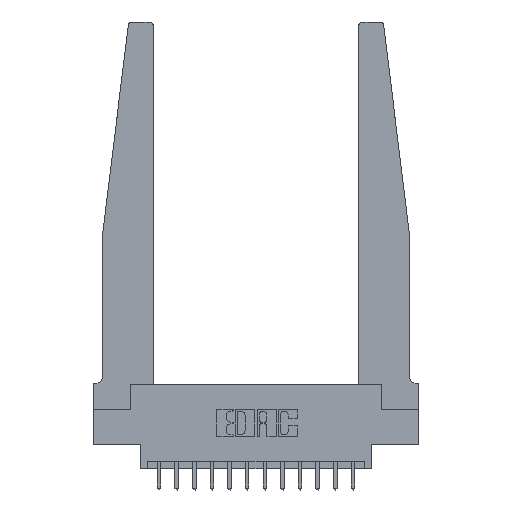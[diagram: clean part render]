
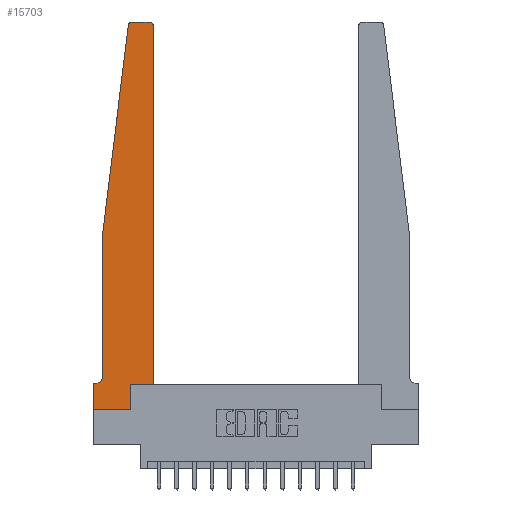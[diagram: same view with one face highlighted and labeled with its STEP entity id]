
A CAD part, top view. The second image highlights one B-rep face of the part: STEP entity #15703.
In plain terms, the highlighted planar face has unit normal (0, 0, 1).
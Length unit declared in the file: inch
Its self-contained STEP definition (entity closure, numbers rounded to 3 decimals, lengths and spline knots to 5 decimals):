
#205 = EDGE_CURVE ( 'NONE', #11161, #7865, #7027, .T. ) ;
#367 = VECTOR ( 'NONE', #12553, 39.37008 ) ;
#481 = EDGE_CURVE ( 'NONE', #12063, #14538, #11849, .T. ) ;
#854 = CARTESIAN_POINT ( 'NONE',  ( 0.065, 1.25, 0.37 ) ) ;
#951 = EDGE_CURVE ( 'NONE', #5205, #3507, #13036, .T. ) ;
#1248 = EDGE_CURVE ( 'NONE', #14538, #1317, #4099, .T. ) ;
#1317 = VERTEX_POINT ( 'NONE', #10742 ) ;
#1383 = DIRECTION ( 'NONE',  ( 1., 0., 0. ) ) ;
#1694 = CARTESIAN_POINT ( 'NONE',  ( 0.27653, 2.72, 0.37 ) ) ;
#1773 = LINE ( 'NONE', #12474, #367 ) ;
#2051 = EDGE_CURVE ( 'NONE', #7865, #5819, #11648, .T. ) ;
#2125 = CARTESIAN_POINT ( 'NONE',  ( 0.2605, 0.18, 0.37 ) ) ;
#2260 = PLANE ( 'NONE',  #14774 ) ;
#2471 = VERTEX_POINT ( 'NONE', #5222 ) ;
#2473 = EDGE_LOOP ( 'NONE', ( #10745, #3405, #3784, #4930, #2769, #6123, #7035, #11266, #14010, #15855, #5975, #8251 ) ) ;
#2570 = VECTOR ( 'NONE', #1383, 39.37008 ) ;
#2769 = ORIENTED_EDGE ( 'NONE', *, *, #205, .T. ) ;
#2988 = CARTESIAN_POINT ( 'NONE',  ( 0.015, 0.2375, 0.37 ) ) ;
#3405 = ORIENTED_EDGE ( 'NONE', *, *, #4069, .T. ) ;
#3507 = VERTEX_POINT ( 'NONE', #10263 ) ;
#3611 = EDGE_CURVE ( 'NONE', #1317, #2471, #10788, .T. ) ;
#3784 = ORIENTED_EDGE ( 'NONE', *, *, #6595, .T. ) ;
#4069 = EDGE_CURVE ( 'NONE', #2471, #10844, #4236, .T. ) ;
#4099 = CIRCLE ( 'NONE', #7123, 0.03 ) ;
#4102 = CARTESIAN_POINT ( 'NONE',  ( 0.24675, 2.72367, 0.37 ) ) ;
#4236 = CIRCLE ( 'NONE', #14779, 0.03 ) ;
#4491 = DIRECTION ( 'NONE',  ( 1., 0., 0. ) ) ;
#4543 = CARTESIAN_POINT ( 'NONE',  ( 0., 0., 0.37 ) ) ;
#4612 = EDGE_CURVE ( 'NONE', #15569, #12063, #9250, .T. ) ;
#4930 = ORIENTED_EDGE ( 'NONE', *, *, #16708, .T. ) ;
#5053 = DIRECTION ( 'NONE',  ( -1., 0., 0. ) ) ;
#5106 = CARTESIAN_POINT ( 'NONE',  ( 0.015, 0.1875, 0.37 ) ) ;
#5205 = VERTEX_POINT ( 'NONE', #8599 ) ;
#5222 = CARTESIAN_POINT ( 'NONE',  ( 0.27653, 2.75, 0.37 ) ) ;
#5819 = VERTEX_POINT ( 'NONE', #7269 ) ;
#5861 = DIRECTION ( 'NONE',  ( 0., -1., 0. ) ) ;
#5975 = ORIENTED_EDGE ( 'NONE', *, *, #481, .T. ) ;
#6123 = ORIENTED_EDGE ( 'NONE', *, *, #2051, .T. ) ;
#6595 = EDGE_CURVE ( 'NONE', #10844, #7836, #1773, .T. ) ;
#6772 = VECTOR ( 'NONE', #14521, 39.37008 ) ;
#6982 = VECTOR ( 'NONE', #5053, 39.37008 ) ;
#7018 = VECTOR ( 'NONE', #9656, 39.37008 ) ;
#7027 = CIRCLE ( 'NONE', #9264, 0.05 ) ;
#7035 = ORIENTED_EDGE ( 'NONE', *, *, #15466, .T. ) ;
#7123 = AXIS2_PLACEMENT_3D ( 'NONE', #14310, #11691, #14394 ) ;
#7269 = CARTESIAN_POINT ( 'NONE',  ( 0., 0.1875, 0.37 ) ) ;
#7331 = CARTESIAN_POINT ( 'NONE',  ( 0.2605, 0.18, 0.37 ) ) ;
#7335 = DIRECTION ( 'NONE',  ( 0., -1., 0. ) ) ;
#7544 = CARTESIAN_POINT ( 'NONE',  ( 0.065, 1.25, 0.37 ) ) ;
#7643 = DIRECTION ( 'NONE',  ( 0., 1., 0. ) ) ;
#7688 = DIRECTION ( 'NONE',  ( 0., 0., 1. ) ) ;
#7836 = VERTEX_POINT ( 'NONE', #7544 ) ;
#7865 = VERTEX_POINT ( 'NONE', #5106 ) ;
#8165 = VECTOR ( 'NONE', #7335, 39.37008 ) ;
#8251 = ORIENTED_EDGE ( 'NONE', *, *, #1248, .T. ) ;
#8599 = CARTESIAN_POINT ( 'NONE',  ( 0., 0., 0.37 ) ) ;
#8906 = FACE_OUTER_BOUND ( 'NONE', #2473, .T. ) ;
#9079 = CARTESIAN_POINT ( 'NONE',  ( 0., 0.1875, 0.37 ) ) ;
#9245 = CARTESIAN_POINT ( 'NONE',  ( 0.425, 2.72, 0.37 ) ) ;
#9250 = LINE ( 'NONE', #12010, #6772 ) ;
#9264 = AXIS2_PLACEMENT_3D ( 'NONE', #2988, #11141, #9763 ) ;
#9656 = DIRECTION ( 'NONE',  ( -1., 0., 0. ) ) ;
#9763 = DIRECTION ( 'NONE',  ( -1., 0., 0. ) ) ;
#10263 = CARTESIAN_POINT ( 'NONE',  ( 0.2605, 0., 0.37 ) ) ;
#10742 = CARTESIAN_POINT ( 'NONE',  ( 0.395, 2.75, 0.37 ) ) ;
#10745 = ORIENTED_EDGE ( 'NONE', *, *, #3611, .T. ) ;
#10786 = CARTESIAN_POINT ( 'NONE',  ( 0.425, 0.18, 0.37 ) ) ;
#10788 = LINE ( 'NONE', #13559, #7018 ) ;
#10844 = VERTEX_POINT ( 'NONE', #4102 ) ;
#11141 = DIRECTION ( 'NONE',  ( 0., 0., -1. ) ) ;
#11161 = VERTEX_POINT ( 'NONE', #16929 ) ;
#11266 = ORIENTED_EDGE ( 'NONE', *, *, #951, .T. ) ;
#11645 = VECTOR ( 'NONE', #13400, 39.37008 ) ;
#11648 = LINE ( 'NONE', #16949, #6982 ) ;
#11691 = DIRECTION ( 'NONE',  ( 0., 0., 1. ) ) ;
#11849 = LINE ( 'NONE', #13144, #11645 ) ;
#12010 = CARTESIAN_POINT ( 'NONE',  ( 0.425, 0.18, 0.37 ) ) ;
#12063 = VERTEX_POINT ( 'NONE', #10786 ) ;
#12474 = CARTESIAN_POINT ( 'NONE',  ( 0.065, 1.25, 0.37 ) ) ;
#12553 = DIRECTION ( 'NONE',  ( -0.122, -0.992, 0. ) ) ;
#12756 = EDGE_CURVE ( 'NONE', #3507, #15569, #17001, .T. ) ;
#12789 = LINE ( 'NONE', #854, #8165 ) ;
#13036 = LINE ( 'NONE', #17212, #2570 ) ;
#13144 = CARTESIAN_POINT ( 'NONE',  ( 0.425, 0.18, 0.37 ) ) ;
#13400 = DIRECTION ( 'NONE',  ( 0., 1., 0. ) ) ;
#13559 = CARTESIAN_POINT ( 'NONE',  ( 0.25, 2.75, 0.37 ) ) ;
#14010 = ORIENTED_EDGE ( 'NONE', *, *, #12756, .T. ) ;
#14310 = CARTESIAN_POINT ( 'NONE',  ( 0.395, 2.72, 0.37 ) ) ;
#14394 = DIRECTION ( 'NONE',  ( 1., 0., 0. ) ) ;
#14521 = DIRECTION ( 'NONE',  ( 1., 0., 0. ) ) ;
#14538 = VERTEX_POINT ( 'NONE', #9245 ) ;
#14774 = AXIS2_PLACEMENT_3D ( 'NONE', #9079, #7688, #16874 ) ;
#14779 = AXIS2_PLACEMENT_3D ( 'NONE', #1694, #17200, #4491 ) ;
#15466 = EDGE_CURVE ( 'NONE', #5819, #5205, #16610, .T. ) ;
#15509 = VECTOR ( 'NONE', #5861, 39.37008 ) ;
#15569 = VERTEX_POINT ( 'NONE', #7331 ) ;
#15703 = ADVANCED_FACE ( 'NONE', ( #8906 ), #2260, .T. ) ;
#15855 = ORIENTED_EDGE ( 'NONE', *, *, #4612, .T. ) ;
#16061 = VECTOR ( 'NONE', #7643, 39.37008 ) ;
#16610 = LINE ( 'NONE', #4543, #15509 ) ;
#16708 = EDGE_CURVE ( 'NONE', #7836, #11161, #12789, .T. ) ;
#16874 = DIRECTION ( 'NONE',  ( 1., 0., 0. ) ) ;
#16929 = CARTESIAN_POINT ( 'NONE',  ( 0.065, 0.2375, 0.37 ) ) ;
#16949 = CARTESIAN_POINT ( 'NONE',  ( 0.065, 0.1875, 0.37 ) ) ;
#17001 = LINE ( 'NONE', #2125, #16061 ) ;
#17200 = DIRECTION ( 'NONE',  ( 0., 0., 1. ) ) ;
#17212 = CARTESIAN_POINT ( 'NONE',  ( 0., 0., 0.37 ) ) ;
